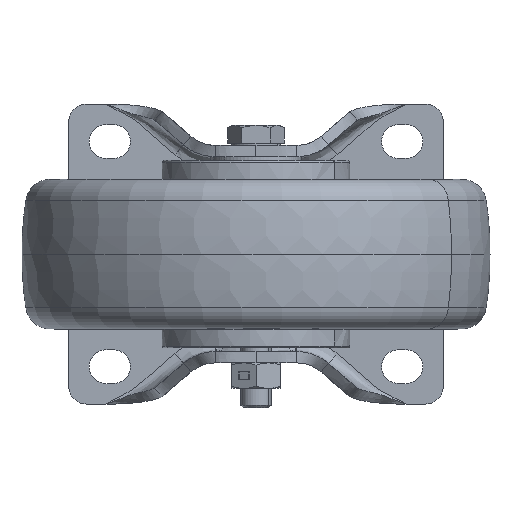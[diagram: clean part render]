
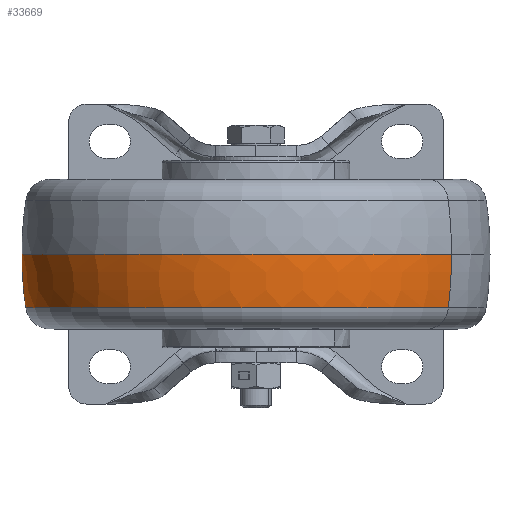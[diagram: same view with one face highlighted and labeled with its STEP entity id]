
A CAD part, front view. The second image highlights one B-rep face of the part: STEP entity #33669.
In plain terms, the highlighted toroidal (fillet/blend) face has major radius 37.5 mm and minor radius 100 mm.
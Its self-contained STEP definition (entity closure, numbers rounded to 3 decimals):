
#1023 = CIRCLE ( 'NONE', #25866, 61.456 ) ;
#1964 = EDGE_CURVE ( 'NONE', #39988, #10455, #1023, .T. ) ;
#4083 = EDGE_CURVE ( 'NONE', #10455, #21434, #46205, .T. ) ;
#6005 = ORIENTED_EDGE ( 'NONE', *, *, #1964, .F. ) ;
#6598 = DIRECTION ( 'NONE',  ( 0., 0., -1. ) ) ;
#7565 = CARTESIAN_POINT ( 'NONE',  ( 154.664, -126.4, 107.441 ) ) ;
#7966 = EDGE_CURVE ( 'NONE', #39988, #17191, #11718, .T. ) ;
#8154 = AXIS2_PLACEMENT_3D ( 'NONE', #19118, #34568, #50555 ) ;
#10455 = VERTEX_POINT ( 'NONE', #44030 ) ;
#11718 = CIRCLE ( 'NONE', #46351, 100. ) ;
#12528 = CARTESIAN_POINT ( 'NONE',  ( 103.404, -92.5, 121.8 ) ) ;
#13408 = AXIS2_PLACEMENT_3D ( 'NONE', #15484, #18386, #34105 ) ;
#14388 = CARTESIAN_POINT ( 'NONE',  ( 103.404, -92.5, 107.441 ) ) ;
#15242 = FACE_OUTER_BOUND ( 'NONE', #46760, .T. ) ;
#15484 = CARTESIAN_POINT ( 'NONE',  ( 103.404, -92.5, 121.856 ) ) ;
#17191 = VERTEX_POINT ( 'NONE', #40493 ) ;
#17377 = CIRCLE ( 'NONE', #44498, 62.5 ) ;
#18386 = DIRECTION ( 'NONE',  ( 0., 0., 1. ) ) ;
#18552 = DIRECTION ( 'NONE',  ( 0.834, -0.552, 0. ) ) ;
#19118 = CARTESIAN_POINT ( 'NONE',  ( 134.683, -113.186, 121.856 ) ) ;
#20824 = DIRECTION ( 'NONE',  ( 0., 0., -1. ) ) ;
#21434 = VERTEX_POINT ( 'NONE', #50707 ) ;
#23821 = ORIENTED_EDGE ( 'NONE', *, *, #4083, .F. ) ;
#25866 = AXIS2_PLACEMENT_3D ( 'NONE', #14388, #6598, #18552 ) ;
#25952 = ORIENTED_EDGE ( 'NONE', *, *, #7966, .T. ) ;
#32898 = DIRECTION ( 'NONE',  ( 0.834, -0.552, 0. ) ) ;
#33669 = ADVANCED_FACE ( 'NONE', ( #15242 ), #35615, .T. ) ;
#34105 = DIRECTION ( 'NONE',  ( 0.834, -0.552, 0. ) ) ;
#34568 = DIRECTION ( 'NONE',  ( 0.552, 0.834, 0. ) ) ;
#35615 = TOROIDAL_SURFACE ( 'NONE', #13408, -37.5, 100. ) ;
#36640 = DIRECTION ( 'NONE',  ( 0.834, -0.552, 0. ) ) ;
#39988 = VERTEX_POINT ( 'NONE', #7565 ) ;
#40493 = CARTESIAN_POINT ( 'NONE',  ( 155.536, -126.976, 121.8 ) ) ;
#44030 = CARTESIAN_POINT ( 'NONE',  ( 52.144, -58.6, 107.441 ) ) ;
#44498 = AXIS2_PLACEMENT_3D ( 'NONE', #12528, #20824, #32898 ) ;
#44658 = DIRECTION ( 'NONE',  ( -0.552, -0.834, 0. ) ) ;
#45643 = ORIENTED_EDGE ( 'NONE', *, *, #45919, .T. ) ;
#45919 = EDGE_CURVE ( 'NONE', #17191, #21434, #17377, .T. ) ;
#46205 = CIRCLE ( 'NONE', #8154, 100. ) ;
#46351 = AXIS2_PLACEMENT_3D ( 'NONE', #48278, #44658, #36640 ) ;
#46760 = EDGE_LOOP ( 'NONE', ( #23821, #6005, #25952, #45643 ) ) ;
#48278 = CARTESIAN_POINT ( 'NONE',  ( 72.126, -71.814, 121.856 ) ) ;
#50555 = DIRECTION ( 'NONE',  ( -0.834, 0.552, 0. ) ) ;
#50707 = CARTESIAN_POINT ( 'NONE',  ( 51.273, -58.024, 121.8 ) ) ;
